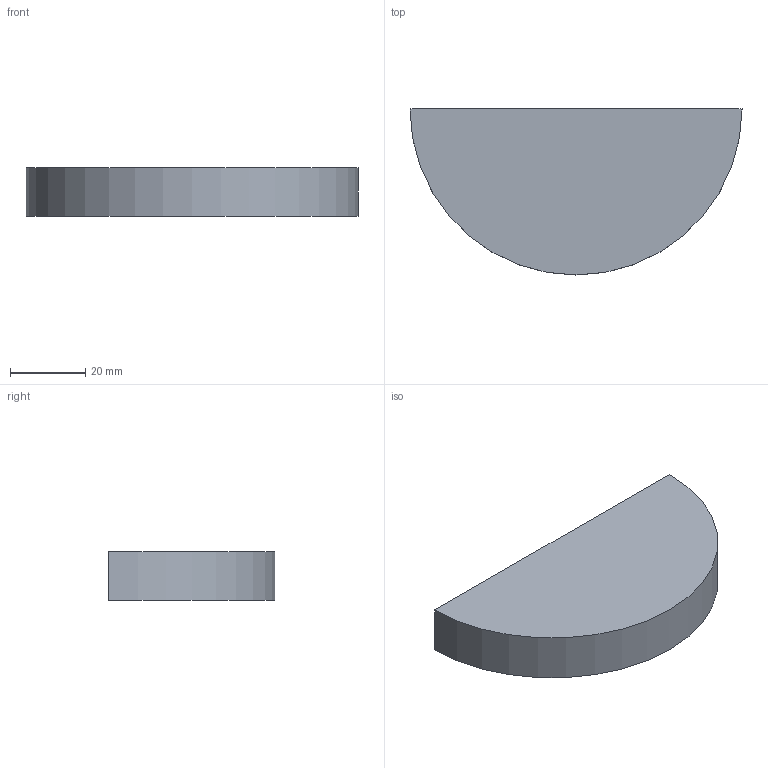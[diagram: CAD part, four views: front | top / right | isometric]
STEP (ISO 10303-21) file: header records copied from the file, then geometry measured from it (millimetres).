
FILE_DESCRIPTION(/* description */ (''),/* implementation_level */ '2;1');
FILE_NAME(/* name */ 'round plate_v3.step',/* time_stamp */ '2024-04-17T15:50:17-04:00',/* author */ (''),/* organization */ (''),/* preprocessor_version */ 'ST-DEVELOPER v20',/* originating_system */ 'Autodesk Translation Framework v12.20.1.177',/* authorisation */ '');
FILE_SCHEMA (('AUTOMOTIVE_DESIGN { 1 0 10303 214 3 1 1 }'));
Length unit declared in the file: millimetre
Products named in the file (1): round plate
Bounding box: 88.34 x 44.17 x 13 mm (x, y, z)
Volume: 7505.5 mm3; surface area: 15504.7 mm2
Topology: 1 solids, 1 shells, 7 faces, 12 edges, 8 vertices
Faces by surface type: plane 5, cylinder 2
Entity records: 203 total; most frequent: DIRECTION 32, CARTESIAN_POINT 28, ORIENTED_EDGE 24, EDGE_CURVE 12, AXIS2_PLACEMENT_3D 12, EDGE_LOOP 8, LINE 8, VECTOR 8
